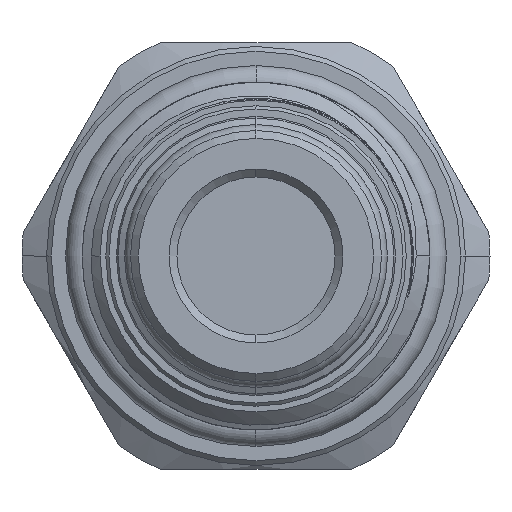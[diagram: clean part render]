
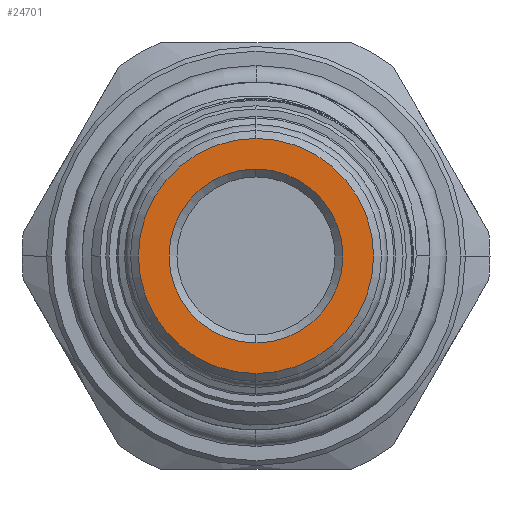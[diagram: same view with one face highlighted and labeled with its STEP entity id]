
A CAD part, left-side view. The second image highlights one B-rep face of the part: STEP entity #24701.
In plain terms, the highlighted planar face has unit normal (-1, 0, 0).
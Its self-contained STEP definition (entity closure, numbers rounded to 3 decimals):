
#1293 = DIRECTION ( 'NONE',  ( -1., 0., 0. ) ) ;
#1422 = CARTESIAN_POINT ( 'NONE',  ( -82.75, 0., 0. ) ) ;
#1546 = AXIS2_PLACEMENT_3D ( 'NONE', #33845, #10699, #31288 ) ;
#1942 = EDGE_LOOP ( 'NONE', ( #34829, #27639 ) ) ;
#2346 = CARTESIAN_POINT ( 'NONE',  ( -82.75, 0., 0. ) ) ;
#3799 = CIRCLE ( 'NONE', #16767, 5.5 ) ;
#4078 = VERTEX_POINT ( 'NONE', #11456 ) ;
#4516 = FACE_OUTER_BOUND ( 'NONE', #6219, .T. ) ;
#6219 = EDGE_LOOP ( 'NONE', ( #34025, #19017 ) ) ;
#6292 = AXIS2_PLACEMENT_3D ( 'NONE', #2346, #34309, #31407 ) ;
#10590 = CARTESIAN_POINT ( 'NONE',  ( -82.75, 0., -5.5 ) ) ;
#10699 = DIRECTION ( 'NONE',  ( 1., 0., 0. ) ) ;
#11456 = CARTESIAN_POINT ( 'NONE',  ( -82.75, 0., 7.435 ) ) ;
#11982 = CARTESIAN_POINT ( 'NONE',  ( -82.75, 0., 5.5 ) ) ;
#12885 = AXIS2_PLACEMENT_3D ( 'NONE', #1422, #1293, #15621 ) ;
#14444 = DIRECTION ( 'NONE',  ( 0., 0., -1. ) ) ;
#14832 = FACE_BOUND ( 'NONE', #1942, .T. ) ;
#15621 = DIRECTION ( 'NONE',  ( 0., 0., 1. ) ) ;
#16767 = AXIS2_PLACEMENT_3D ( 'NONE', #19751, #28156, #25451 ) ;
#17956 = CIRCLE ( 'NONE', #6292, 7.435 ) ;
#18886 = CIRCLE ( 'NONE', #12885, 7.435 ) ;
#19006 = CIRCLE ( 'NONE', #1546, 5.5 ) ;
#19017 = ORIENTED_EDGE ( 'NONE', *, *, #27188, .T. ) ;
#19685 = EDGE_CURVE ( 'NONE', #27037, #4078, #18886, .T. ) ;
#19751 = CARTESIAN_POINT ( 'NONE',  ( -82.75, 0., 0. ) ) ;
#23298 = PLANE ( 'NONE',  #31762 ) ;
#24412 = VERTEX_POINT ( 'NONE', #10590 ) ;
#24701 = ADVANCED_FACE ( 'NONE', ( #14832, #4516 ), #23298, .F. ) ;
#25451 = DIRECTION ( 'NONE',  ( 0., 0., -1. ) ) ;
#27037 = VERTEX_POINT ( 'NONE', #36419 ) ;
#27188 = EDGE_CURVE ( 'NONE', #4078, #27037, #17956, .T. ) ;
#27639 = ORIENTED_EDGE ( 'NONE', *, *, #33465, .T. ) ;
#28156 = DIRECTION ( 'NONE',  ( 1., 0., 0. ) ) ;
#29199 = EDGE_CURVE ( 'NONE', #31948, #24412, #3799, .T. ) ;
#29307 = CARTESIAN_POINT ( 'NONE',  ( -82.75, 0., -7.435 ) ) ;
#31288 = DIRECTION ( 'NONE',  ( 0., 0., -1. ) ) ;
#31407 = DIRECTION ( 'NONE',  ( 0., 0., 1. ) ) ;
#31762 = AXIS2_PLACEMENT_3D ( 'NONE', #29307, #35181, #14444 ) ;
#31948 = VERTEX_POINT ( 'NONE', #11982 ) ;
#33465 = EDGE_CURVE ( 'NONE', #24412, #31948, #19006, .T. ) ;
#33845 = CARTESIAN_POINT ( 'NONE',  ( -82.75, 0., 0. ) ) ;
#34025 = ORIENTED_EDGE ( 'NONE', *, *, #19685, .T. ) ;
#34309 = DIRECTION ( 'NONE',  ( -1., 0., 0. ) ) ;
#34829 = ORIENTED_EDGE ( 'NONE', *, *, #29199, .T. ) ;
#35181 = DIRECTION ( 'NONE',  ( 1., 0., 0. ) ) ;
#36419 = CARTESIAN_POINT ( 'NONE',  ( -82.75, 0., -7.435 ) ) ;
